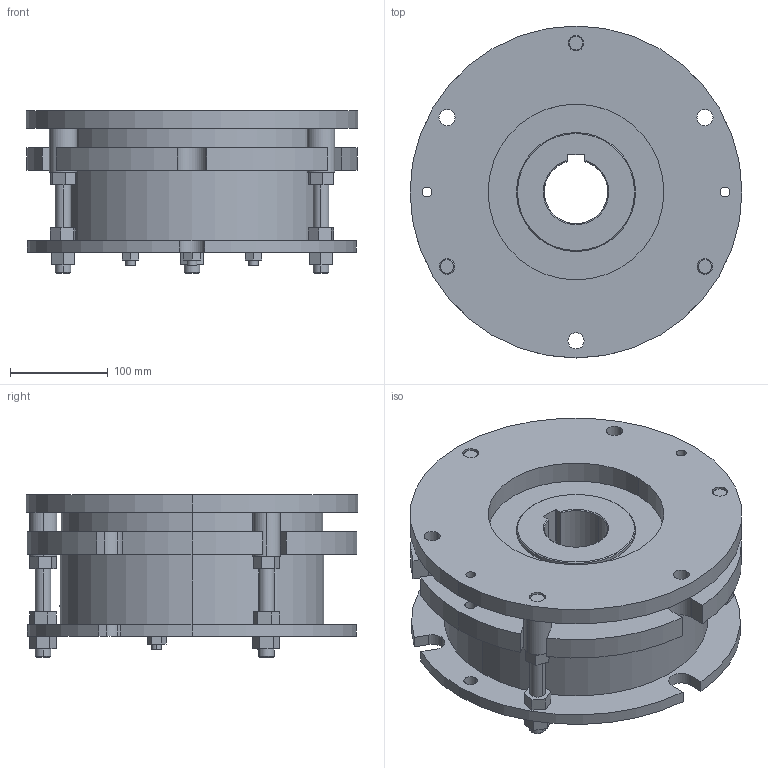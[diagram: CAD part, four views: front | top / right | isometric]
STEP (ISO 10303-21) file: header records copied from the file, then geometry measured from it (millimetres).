
FILE_DESCRIPTION (( 'STEP AP203' ), '1' );
FILE_NAME ('MNB 80K-N_23782100.STEP', '2016-06-07T00:40:07', ( ' ' ), ( '' ), 'SwSTEP 2.0', 'SolidWorks 2009', '' );
FILE_SCHEMA (( 'CONFIG_CONTROL_DESIGN' ));
Length unit declared in the file: millimetre
Products named in the file (1): MNB 80K-N_23782100
Bounding box: 340 x 340 x 166.5 mm (x, y, z)
Volume: 8595112.6 mm3; surface area: 684946.5 mm2
Topology: 1 solids, 4 shells, 293 faces, 711 edges, 460 vertices
Faces by surface type: plane 139, cylinder 118, cone 32, torus 4
Entity records: 8956 total; most frequent: CARTESIAN_POINT 1735, DIRECTION 1547, ORIENTED_EDGE 1414, EDGE_CURVE 707, AXIS2_PLACEMENT_3D 560, VERTEX_POINT 460, LINE 427, VECTOR 427
